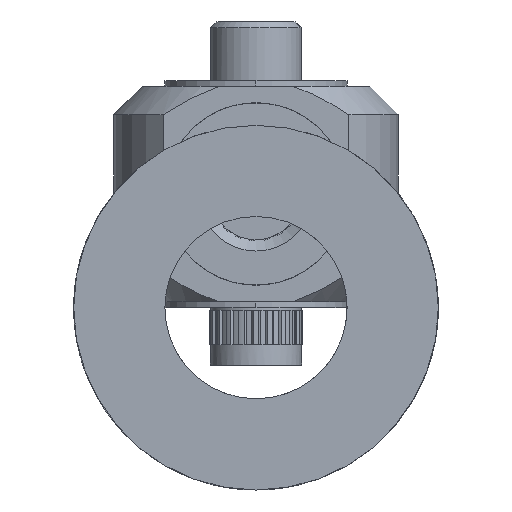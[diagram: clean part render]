
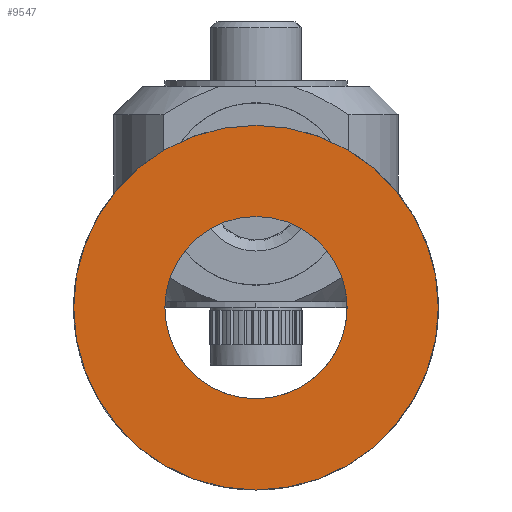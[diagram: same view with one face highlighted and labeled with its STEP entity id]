
A CAD part, left-side view. The second image highlights one B-rep face of the part: STEP entity #9547.
In plain terms, the highlighted face is planar.
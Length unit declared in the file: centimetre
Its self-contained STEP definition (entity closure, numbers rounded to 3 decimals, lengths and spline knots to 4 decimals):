
#2085=PLANE('',#10138);
#2505=VERTEX_POINT('',#14022);
#2537=VERTEX_POINT('',#14379);
#3389=CIRCLE('',#10116,0.8);
#3395=CIRCLE('',#10137,1.6);
#3959=EDGE_CURVE('',#2505,#2505,#3389,.T.);
#4005=EDGE_CURVE('',#2537,#2537,#3395,.T.);
#5502=ORIENTED_EDGE('',*,*,#3959,.T.);
#5503=ORIENTED_EDGE('',*,*,#4005,.F.);
#8336=EDGE_LOOP('',(#5502));
#8337=EDGE_LOOP('',(#5503));
#8945=FACE_BOUND('',#8336,.T.);
#8946=FACE_BOUND('',#8337,.T.);
#9547=ADVANCED_FACE('',(#8945,#8946),#2085,.T.);
#10116=AXIS2_PLACEMENT_3D('',#14021,#11277,#11278);
#10137=AXIS2_PLACEMENT_3D('',#14378,#11331,#11332);
#10138=AXIS2_PLACEMENT_3D('',#14380,#11333,$);
#11277=DIRECTION('',(0.,0.,-1.));
#11278=DIRECTION('',(0.8,0.,0.));
#11331=DIRECTION('',(0.,0.,-1.));
#11332=DIRECTION('',(1.6,0.,0.));
#11333=DIRECTION('',(0.,0.,1.));
#14021=CARTESIAN_POINT('',(0.,0.,4.75));
#14022=CARTESIAN_POINT('',(-0.8,0.,4.75));
#14378=CARTESIAN_POINT('',(0.,0.,4.75));
#14379=CARTESIAN_POINT('',(1.6,0.,4.75));
#14380=CARTESIAN_POINT('',(0.,0.,4.75));
